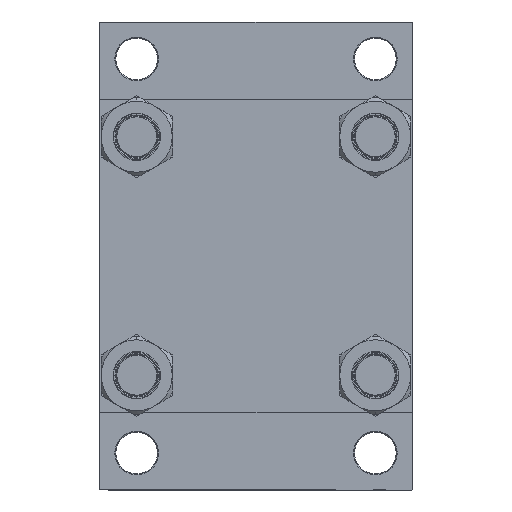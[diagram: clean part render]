
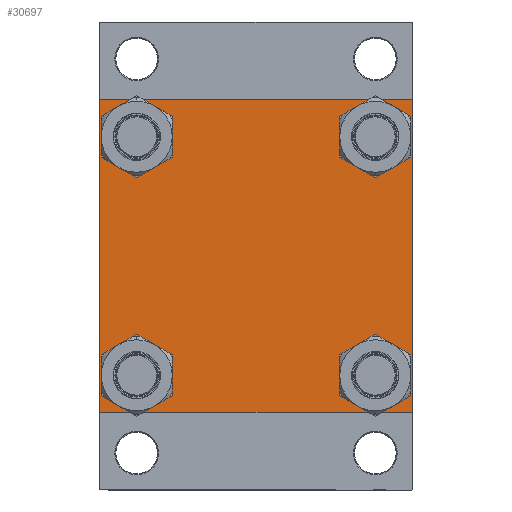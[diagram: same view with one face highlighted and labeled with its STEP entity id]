
A CAD part, left-side view. The second image highlights one B-rep face of the part: STEP entity #30697.
In plain terms, the highlighted planar face has unit normal (-1, 0, 0).
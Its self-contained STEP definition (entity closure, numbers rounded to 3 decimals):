
#9 = DIRECTION ( 'NONE',  ( 1., 0., 0. ) ) ;
#64 = VERTEX_POINT ( 'NONE', #160 ) ;
#160 = CARTESIAN_POINT ( 'NONE',  ( 0., 62.95, -74.45 ) ) ;
#235 = EDGE_CURVE ( 'NONE', #33760, #24839, #18202, .T. ) ;
#246 = DIRECTION ( 'NONE',  ( 0., 0., 1. ) ) ;
#304 = VERTEX_POINT ( 'NONE', #31644 ) ;
#311 = AXIS2_PLACEMENT_3D ( 'NONE', #487, #15336, #246 ) ;
#356 = VECTOR ( 'NONE', #33533, 1000. ) ;
#442 = DIRECTION ( 'NONE',  ( 1., 0., 0. ) ) ;
#487 = CARTESIAN_POINT ( 'NONE',  ( 0., -62.95, -62.95 ) ) ;
#661 = ORIENTED_EDGE ( 'NONE', *, *, #10611, .T. ) ;
#738 = VERTEX_POINT ( 'NONE', #36453 ) ;
#896 = LINE ( 'NONE', #30341, #40669 ) ;
#1768 = CARTESIAN_POINT ( 'NONE',  ( 0., 82.5, 82.5 ) ) ;
#1887 = LINE ( 'NONE', #16964, #43916 ) ;
#2712 = EDGE_CURVE ( 'NONE', #304, #3192, #22757, .T. ) ;
#3192 = VERTEX_POINT ( 'NONE', #40453 ) ;
#3702 = CARTESIAN_POINT ( 'NONE',  ( 0., -62.95, 62.95 ) ) ;
#3718 = CIRCLE ( 'NONE', #31700, 11.5 ) ;
#3875 = CARTESIAN_POINT ( 'NONE',  ( 0., 82.5, 82.5 ) ) ;
#5338 = DIRECTION ( 'NONE',  ( 1., 0., 0. ) ) ;
#6165 = AXIS2_PLACEMENT_3D ( 'NONE', #30748, #39011, #45616 ) ;
#6398 = DIRECTION ( 'NONE',  ( 1., 0., 0. ) ) ;
#6451 = ORIENTED_EDGE ( 'NONE', *, *, #40563, .T. ) ;
#6569 = AXIS2_PLACEMENT_3D ( 'NONE', #11678, #9, #14848 ) ;
#6977 = ORIENTED_EDGE ( 'NONE', *, *, #30765, .T. ) ;
#7010 = EDGE_CURVE ( 'NONE', #36950, #11638, #44283, .T. ) ;
#7291 = ORIENTED_EDGE ( 'NONE', *, *, #14483, .T. ) ;
#7459 = CARTESIAN_POINT ( 'NONE',  ( 0., -82.5, 82.5 ) ) ;
#8456 = LINE ( 'NONE', #18440, #356 ) ;
#8819 = AXIS2_PLACEMENT_3D ( 'NONE', #24061, #5338, #38930 ) ;
#10001 = AXIS2_PLACEMENT_3D ( 'NONE', #22774, #22060, #15248 ) ;
#10055 = CARTESIAN_POINT ( 'NONE',  ( 0., 62.95, 62.95 ) ) ;
#10086 = ORIENTED_EDGE ( 'NONE', *, *, #45056, .F. ) ;
#10091 = CARTESIAN_POINT ( 'NONE',  ( 0., -82., -82.5 ) ) ;
#10273 = VERTEX_POINT ( 'NONE', #33599 ) ;
#10611 = EDGE_CURVE ( 'NONE', #64, #34492, #3718, .T. ) ;
#11150 = DIRECTION ( 'NONE',  ( 0., -1., 0. ) ) ;
#11638 = VERTEX_POINT ( 'NONE', #10091 ) ;
#11678 = CARTESIAN_POINT ( 'NONE',  ( 0., 62.95, 62.95 ) ) ;
#11697 = CARTESIAN_POINT ( 'NONE',  ( 0., 82.25, 82.25 ) ) ;
#13650 = PLANE ( 'NONE',  #42362 ) ;
#13973 = EDGE_CURVE ( 'NONE', #40385, #10273, #36807, .T. ) ;
#14483 = EDGE_CURVE ( 'NONE', #24839, #33760, #44279, .T. ) ;
#14848 = DIRECTION ( 'NONE',  ( 0., 0., 1. ) ) ;
#14967 = EDGE_LOOP ( 'NONE', ( #45947, #6977 ) ) ;
#15248 = DIRECTION ( 'NONE',  ( 0., 0., 1. ) ) ;
#15336 = DIRECTION ( 'NONE',  ( 1., 0., 0. ) ) ;
#15500 = VECTOR ( 'NONE', #38483, 1000. ) ;
#15506 = ORIENTED_EDGE ( 'NONE', *, *, #13973, .T. ) ;
#15600 = CARTESIAN_POINT ( 'NONE',  ( 0., -62.95, 74.45 ) ) ;
#15836 = VECTOR ( 'NONE', #21806, 1000. ) ;
#16126 = ORIENTED_EDGE ( 'NONE', *, *, #235, .T. ) ;
#16964 = CARTESIAN_POINT ( 'NONE',  ( 0., -82.25, -82.25 ) ) ;
#17287 = FACE_BOUND ( 'NONE', #14967, .T. ) ;
#17364 = VECTOR ( 'NONE', #28274, 1000. ) ;
#17774 = EDGE_CURVE ( 'NONE', #34492, #64, #34094, .T. ) ;
#17871 = VERTEX_POINT ( 'NONE', #40359 ) ;
#18202 = CIRCLE ( 'NONE', #47769, 11.5 ) ;
#18278 = CARTESIAN_POINT ( 'NONE',  ( 0., 82.5, -82. ) ) ;
#18440 = CARTESIAN_POINT ( 'NONE',  ( 0., -82.25, 82.25 ) ) ;
#20782 = VECTOR ( 'NONE', #11150, 1000. ) ;
#20950 = DIRECTION ( 'NONE',  ( -1., 0., 0. ) ) ;
#21178 = FACE_BOUND ( 'NONE', #35605, .T. ) ;
#21675 = FACE_BOUND ( 'NONE', #37032, .T. ) ;
#21806 = DIRECTION ( 'NONE',  ( 0., 0., -1. ) ) ;
#21861 = DIRECTION ( 'NONE',  ( 0., 0., 1. ) ) ;
#22060 = DIRECTION ( 'NONE',  ( 1., 0., 0. ) ) ;
#22359 = LINE ( 'NONE', #3875, #38292 ) ;
#22364 = CARTESIAN_POINT ( 'NONE',  ( 0., -62.95, 51.45 ) ) ;
#22532 = EDGE_CURVE ( 'NONE', #40385, #42890, #47045, .T. ) ;
#22757 = CIRCLE ( 'NONE', #47663, 11.5 ) ;
#22767 = ORIENTED_EDGE ( 'NONE', *, *, #41593, .T. ) ;
#22774 = CARTESIAN_POINT ( 'NONE',  ( 0., 62.95, -62.95 ) ) ;
#23924 = ORIENTED_EDGE ( 'NONE', *, *, #27444, .T. ) ;
#24061 = CARTESIAN_POINT ( 'NONE',  ( 0., -62.95, -62.95 ) ) ;
#24839 = VERTEX_POINT ( 'NONE', #22364 ) ;
#25059 = FACE_BOUND ( 'NONE', #37062, .T. ) ;
#25183 = ORIENTED_EDGE ( 'NONE', *, *, #39540, .T. ) ;
#25989 = CARTESIAN_POINT ( 'NONE',  ( 0., 62.95, -62.95 ) ) ;
#26007 = EDGE_LOOP ( 'NONE', ( #22767, #25183, #33254, #42052, #10086, #23924, #43008, #15506 ) ) ;
#26030 = CARTESIAN_POINT ( 'NONE',  ( 0., 82., 82.5 ) ) ;
#26926 = DIRECTION ( 'NONE',  ( 0., -0.707, -0.707 ) ) ;
#27444 = EDGE_CURVE ( 'NONE', #30340, #42890, #8456, .T. ) ;
#28274 = DIRECTION ( 'NONE',  ( 0., -1., 0. ) ) ;
#28492 = DIRECTION ( 'NONE',  ( 0., 0., 1. ) ) ;
#28734 = CARTESIAN_POINT ( 'NONE',  ( 0., 0., 0. ) ) ;
#29645 = EDGE_CURVE ( 'NONE', #11638, #738, #1887, .T. ) ;
#30340 = VERTEX_POINT ( 'NONE', #34737 ) ;
#30341 = CARTESIAN_POINT ( 'NONE',  ( 0., 82.25, -82.25 ) ) ;
#30697 = ADVANCED_FACE ( 'NONE', ( #21675, #25059, #21178, #17287, #40448 ), #13650, .T. ) ;
#30748 = CARTESIAN_POINT ( 'NONE',  ( 0., -62.95, 62.95 ) ) ;
#30765 = EDGE_CURVE ( 'NONE', #3192, #304, #36914, .T. ) ;
#31644 = CARTESIAN_POINT ( 'NONE',  ( 0., 62.95, 74.45 ) ) ;
#31700 = AXIS2_PLACEMENT_3D ( 'NONE', #25989, #442, #21861 ) ;
#32042 = CIRCLE ( 'NONE', #311, 11.5 ) ;
#32901 = CIRCLE ( 'NONE', #8819, 11.5 ) ;
#33254 = ORIENTED_EDGE ( 'NONE', *, *, #7010, .T. ) ;
#33533 = DIRECTION ( 'NONE',  ( 0., 0.707, 0.707 ) ) ;
#33599 = CARTESIAN_POINT ( 'NONE',  ( 0., 82.5, 82. ) ) ;
#33760 = VERTEX_POINT ( 'NONE', #15600 ) ;
#33796 = VERTEX_POINT ( 'NONE', #18278 ) ;
#33867 = DIRECTION ( 'NONE',  ( 1., 0., 0. ) ) ;
#34094 = CIRCLE ( 'NONE', #10001, 11.5 ) ;
#34492 = VERTEX_POINT ( 'NONE', #39067 ) ;
#34627 = ORIENTED_EDGE ( 'NONE', *, *, #41276, .T. ) ;
#34737 = CARTESIAN_POINT ( 'NONE',  ( 0., -82.5, 82. ) ) ;
#35605 = EDGE_LOOP ( 'NONE', ( #46355, #661 ) ) ;
#36453 = CARTESIAN_POINT ( 'NONE',  ( 0., -82.5, -82. ) ) ;
#36721 = CARTESIAN_POINT ( 'NONE',  ( 0., 82.5, -82.5 ) ) ;
#36807 = LINE ( 'NONE', #11697, #15500 ) ;
#36914 = CIRCLE ( 'NONE', #6569, 11.5 ) ;
#36950 = VERTEX_POINT ( 'NONE', #47178 ) ;
#37032 = EDGE_LOOP ( 'NONE', ( #16126, #7291 ) ) ;
#37062 = EDGE_LOOP ( 'NONE', ( #34627, #6451 ) ) ;
#37385 = LINE ( 'NONE', #7459, #15836 ) ;
#38292 = VECTOR ( 'NONE', #45259, 1000. ) ;
#38483 = DIRECTION ( 'NONE',  ( 0., 0.707, -0.707 ) ) ;
#38865 = CARTESIAN_POINT ( 'NONE',  ( 0., -82., 82.5 ) ) ;
#38930 = DIRECTION ( 'NONE',  ( 0., 0., 1. ) ) ;
#39011 = DIRECTION ( 'NONE',  ( 1., 0., 0. ) ) ;
#39067 = CARTESIAN_POINT ( 'NONE',  ( 0., 62.95, -51.45 ) ) ;
#39540 = EDGE_CURVE ( 'NONE', #33796, #36950, #896, .T. ) ;
#40037 = CARTESIAN_POINT ( 'NONE',  ( 0., -62.95, -51.45 ) ) ;
#40359 = CARTESIAN_POINT ( 'NONE',  ( 0., -62.95, -74.45 ) ) ;
#40385 = VERTEX_POINT ( 'NONE', #26030 ) ;
#40448 = FACE_OUTER_BOUND ( 'NONE', #26007, .T. ) ;
#40453 = CARTESIAN_POINT ( 'NONE',  ( 0., 62.95, 51.45 ) ) ;
#40563 = EDGE_CURVE ( 'NONE', #17871, #47248, #32901, .T. ) ;
#40669 = VECTOR ( 'NONE', #26926, 1000. ) ;
#41276 = EDGE_CURVE ( 'NONE', #47248, #17871, #32042, .T. ) ;
#41593 = EDGE_CURVE ( 'NONE', #10273, #33796, #22359, .T. ) ;
#42052 = ORIENTED_EDGE ( 'NONE', *, *, #29645, .T. ) ;
#42362 = AXIS2_PLACEMENT_3D ( 'NONE', #28734, #20950, #28492 ) ;
#42890 = VERTEX_POINT ( 'NONE', #38865 ) ;
#43008 = ORIENTED_EDGE ( 'NONE', *, *, #22532, .F. ) ;
#43916 = VECTOR ( 'NONE', #47404, 1000. ) ;
#44279 = CIRCLE ( 'NONE', #6165, 11.5 ) ;
#44283 = LINE ( 'NONE', #36721, #20782 ) ;
#45056 = EDGE_CURVE ( 'NONE', #30340, #738, #37385, .T. ) ;
#45092 = DIRECTION ( 'NONE',  ( 0., 0., 1. ) ) ;
#45259 = DIRECTION ( 'NONE',  ( 0., 0., -1. ) ) ;
#45616 = DIRECTION ( 'NONE',  ( 0., 0., 1. ) ) ;
#45947 = ORIENTED_EDGE ( 'NONE', *, *, #2712, .T. ) ;
#46355 = ORIENTED_EDGE ( 'NONE', *, *, #17774, .T. ) ;
#46370 = DIRECTION ( 'NONE',  ( 0., 0., 1. ) ) ;
#47045 = LINE ( 'NONE', #1768, #17364 ) ;
#47178 = CARTESIAN_POINT ( 'NONE',  ( 0., 82., -82.5 ) ) ;
#47248 = VERTEX_POINT ( 'NONE', #40037 ) ;
#47404 = DIRECTION ( 'NONE',  ( 0., -0.707, 0.707 ) ) ;
#47663 = AXIS2_PLACEMENT_3D ( 'NONE', #10055, #6398, #46370 ) ;
#47769 = AXIS2_PLACEMENT_3D ( 'NONE', #3702, #33867, #45092 ) ;
